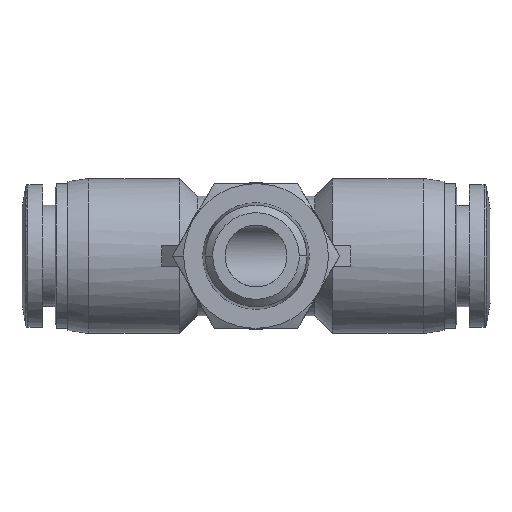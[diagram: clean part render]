
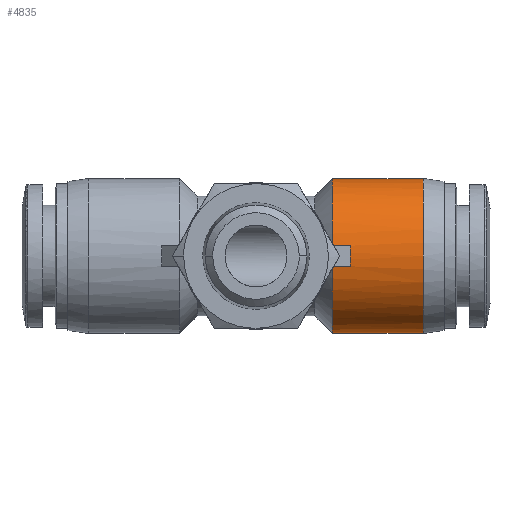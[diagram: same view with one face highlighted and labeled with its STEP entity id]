
A CAD part, front view. The second image highlights one B-rep face of the part: STEP entity #4835.
In plain terms, the highlighted cylindrical face has radius 7.5 mm (diameter 15 mm), a partial arc.
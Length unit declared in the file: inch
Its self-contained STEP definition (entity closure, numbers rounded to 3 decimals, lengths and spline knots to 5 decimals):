
#20 = LINE ( 'NONE', #4751, #3672 ) ;
#96 = ORIENTED_EDGE ( 'NONE', *, *, #3398, .T. ) ;
#121 = DIRECTION ( 'NONE',  ( 0., 0., -1. ) ) ;
#313 = DIRECTION ( 'NONE',  ( 1., 0., 0. ) ) ;
#444 = LINE ( 'NONE', #4431, #589 ) ;
#589 = VECTOR ( 'NONE', #5677, 39.37008 ) ;
#666 = CARTESIAN_POINT ( 'NONE',  ( 0.29134, 0.29791, 0.03937 ) ) ;
#748 = CIRCLE ( 'NONE', #2369, 0.29528 ) ;
#772 = DIRECTION ( 'NONE',  ( -1., 0., 0. ) ) ;
#778 = ORIENTED_EDGE ( 'NONE', *, *, #3751, .F. ) ;
#807 = LINE ( 'NONE', #2194, #953 ) ;
#813 = ORIENTED_EDGE ( 'NONE', *, *, #3509, .T. ) ;
#816 = VECTOR ( 'NONE', #313, 39.37008 ) ;
#935 = VERTEX_POINT ( 'NONE', #1954 ) ;
#953 = VECTOR ( 'NONE', #4833, 39.37008 ) ;
#966 = VERTEX_POINT ( 'NONE', #4202 ) ;
#991 = VERTEX_POINT ( 'NONE', #2389 ) ;
#1089 = DIRECTION ( 'NONE',  ( 1., 0., 0. ) ) ;
#1198 = DIRECTION ( 'NONE',  ( 1., 0., 0. ) ) ;
#1284 = B_SPLINE_CURVE_WITH_KNOTS ( 'NONE', 3,
 ( #1538, #3297, #2494, #5510 ),
 .UNSPECIFIED., .F., .F.,
 ( 4, 4 ),
 ( 0., 1. ),
 .UNSPECIFIED. ) ;
#1538 = CARTESIAN_POINT ( 'NONE',  ( 0.3609, 0.29791, -0.03937 ) ) ;
#1847 = AXIS2_PLACEMENT_3D ( 'NONE', #3517, #772, #3949 ) ;
#1944 = VERTEX_POINT ( 'NONE', #3575 ) ;
#1954 = CARTESIAN_POINT ( 'NONE',  ( 0.29134, 0.59055, 0.29528 ) ) ;
#2022 = ORIENTED_EDGE ( 'NONE', *, *, #2493, .F. ) ;
#2061 = ORIENTED_EDGE ( 'NONE', *, *, #5377, .T. ) ;
#2064 = LINE ( 'NONE', #3078, #816 ) ;
#2163 = VERTEX_POINT ( 'NONE', #5523 ) ;
#2194 = CARTESIAN_POINT ( 'NONE',  ( 0.30093, 0.29791, 0.03937 ) ) ;
#2284 = VERTEX_POINT ( 'NONE', #5757 ) ;
#2299 = CARTESIAN_POINT ( 'NONE',  ( 0.29134, 0.59055, 0. ) ) ;
#2369 = AXIS2_PLACEMENT_3D ( 'NONE', #2299, #5332, #2752 ) ;
#2389 = CARTESIAN_POINT ( 'NONE',  ( 0.29134, 0.59055, -0.29528 ) ) ;
#2493 = EDGE_CURVE ( 'NONE', #966, #2284, #1284, .T. ) ;
#2494 = CARTESIAN_POINT ( 'NONE',  ( 0.35737, 0.29438, 0.01312 ) ) ;
#2545 = VERTEX_POINT ( 'NONE', #5434 ) ;
#2708 = VERTEX_POINT ( 'NONE', #666 ) ;
#2752 = DIRECTION ( 'NONE',  ( 0., 0., -1. ) ) ;
#2843 = EDGE_CURVE ( 'NONE', #2163, #2545, #5555, .T. ) ;
#2863 = EDGE_CURVE ( 'NONE', #991, #2163, #2064, .T. ) ;
#2942 = ORIENTED_EDGE ( 'NONE', *, *, #2863, .T. ) ;
#3063 = CIRCLE ( 'NONE', #3854, 0.29528 ) ;
#3078 = CARTESIAN_POINT ( 'NONE',  ( 0.46457, 0.59055, -0.29528 ) ) ;
#3142 = ORIENTED_EDGE ( 'NONE', *, *, #4921, .F. ) ;
#3297 = CARTESIAN_POINT ( 'NONE',  ( 0.35737, 0.29438, -0.01312 ) ) ;
#3398 = EDGE_CURVE ( 'NONE', #935, #2708, #748, .T. ) ;
#3509 = EDGE_CURVE ( 'NONE', #1944, #991, #3063, .T. ) ;
#3517 = CARTESIAN_POINT ( 'NONE',  ( 0.6378, 0.59055, 0. ) ) ;
#3532 = AXIS2_PLACEMENT_3D ( 'NONE', #5465, #3752, #121 ) ;
#3575 = CARTESIAN_POINT ( 'NONE',  ( 0.29134, 0.29791, -0.03937 ) ) ;
#3672 = VECTOR ( 'NONE', #1198, 39.37008 ) ;
#3702 = EDGE_LOOP ( 'NONE', ( #778, #96, #3142, #2022, #2061, #813, #2942, #3739 ) ) ;
#3739 = ORIENTED_EDGE ( 'NONE', *, *, #2843, .T. ) ;
#3751 = EDGE_CURVE ( 'NONE', #935, #2545, #20, .T. ) ;
#3752 = DIRECTION ( 'NONE',  ( 1., 0., 0. ) ) ;
#3807 = CARTESIAN_POINT ( 'NONE',  ( 0.29134, 0.59055, 0. ) ) ;
#3854 = AXIS2_PLACEMENT_3D ( 'NONE', #3807, #1089, #4247 ) ;
#3949 = DIRECTION ( 'NONE',  ( 0., 0., -1. ) ) ;
#4202 = CARTESIAN_POINT ( 'NONE',  ( 0.3609, 0.29791, -0.03937 ) ) ;
#4247 = DIRECTION ( 'NONE',  ( 0., 0., -1. ) ) ;
#4414 = FACE_OUTER_BOUND ( 'NONE', #3702, .T. ) ;
#4431 = CARTESIAN_POINT ( 'NONE',  ( 0.30093, 0.29791, -0.03937 ) ) ;
#4751 = CARTESIAN_POINT ( 'NONE',  ( 0.46457, 0.59055, 0.29528 ) ) ;
#4833 = DIRECTION ( 'NONE',  ( -1., 0., 0. ) ) ;
#4835 = ADVANCED_FACE ( 'NONE', ( #4414 ), #5392, .T. ) ;
#4921 = EDGE_CURVE ( 'NONE', #2284, #2708, #807, .T. ) ;
#5332 = DIRECTION ( 'NONE',  ( 1., 0., 0. ) ) ;
#5377 = EDGE_CURVE ( 'NONE', #966, #1944, #444, .T. ) ;
#5392 = CYLINDRICAL_SURFACE ( 'NONE', #3532, 0.29528 ) ;
#5434 = CARTESIAN_POINT ( 'NONE',  ( 0.6378, 0.59055, 0.29528 ) ) ;
#5465 = CARTESIAN_POINT ( 'NONE',  ( 0.46457, 0.59055, 0. ) ) ;
#5510 = CARTESIAN_POINT ( 'NONE',  ( 0.3609, 0.29791, 0.03937 ) ) ;
#5523 = CARTESIAN_POINT ( 'NONE',  ( 0.6378, 0.59055, -0.29528 ) ) ;
#5555 = CIRCLE ( 'NONE', #1847, 0.29528 ) ;
#5677 = DIRECTION ( 'NONE',  ( -1., 0., 0. ) ) ;
#5757 = CARTESIAN_POINT ( 'NONE',  ( 0.3609, 0.29791, 0.03937 ) ) ;
